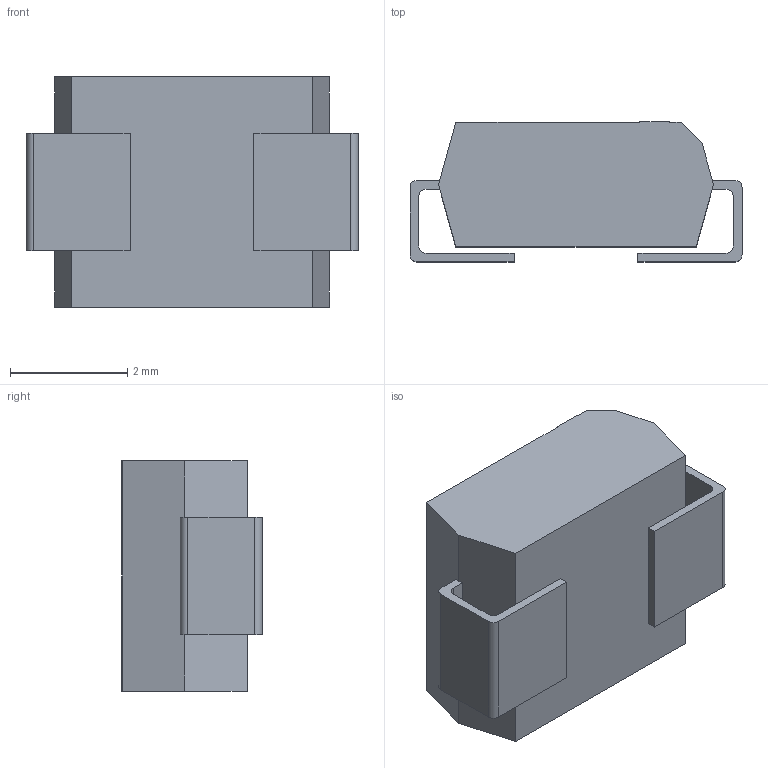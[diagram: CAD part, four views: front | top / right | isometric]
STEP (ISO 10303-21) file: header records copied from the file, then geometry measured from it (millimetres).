
FILE_DESCRIPTION (( 'STEP AP214' ), '1' );
FILE_NAME ('DO214AA(SMB)- Diode.STEP', '2015-02-13T09:07:59', ( '' ), ( '' ), 'SwSTEP 2.0', 'SolidWorks 2014', '' );
FILE_SCHEMA (( 'AUTOMOTIVE_DESIGN' ));
Length unit declared in the file: inch
Products named in the file (1): DO214AA(SMB)- Diode
Bounding box: 5.67 x 2.39 x 3.94 mm (x, y, z)
Volume: 38.8 mm3; surface area: 96.2 mm2
Topology: 1 solids, 1 shells, 39 faces, 111 edges, 74 vertices
Faces by surface type: plane 31, cylinder 8
Entity records: 1470 total; most frequent: CARTESIAN_POINT 225, ORIENTED_EDGE 222, DIRECTION 207, EDGE_CURVE 111, LINE 95, VECTOR 95, VERTEX_POINT 74, AXIS2_PLACEMENT_3D 56
